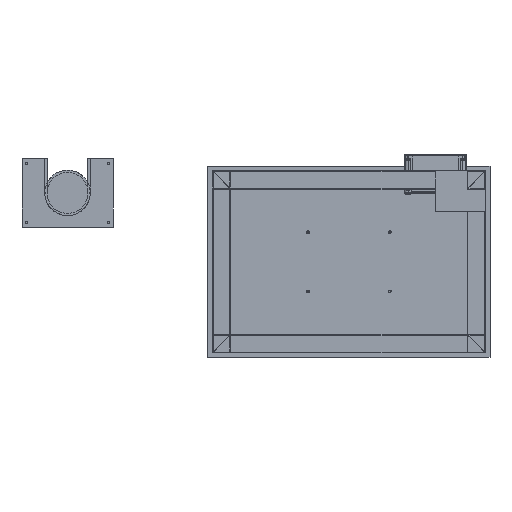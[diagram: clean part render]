
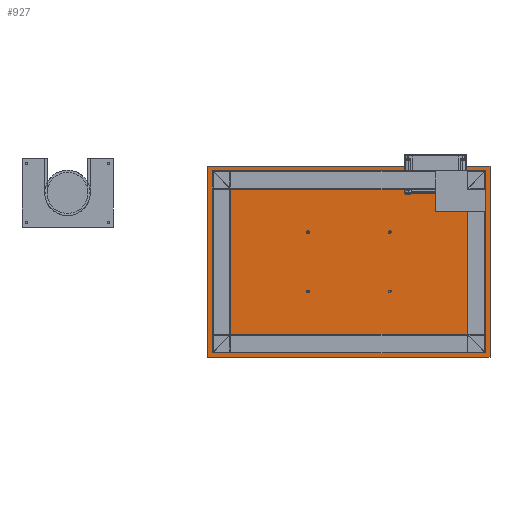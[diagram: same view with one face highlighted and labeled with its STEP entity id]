
A CAD part, front view. The second image highlights one B-rep face of the part: STEP entity #927.
In plain terms, the highlighted free-form (B-spline) face has degree [1, 1] with [2, 2] control points.
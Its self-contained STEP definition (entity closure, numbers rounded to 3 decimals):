
#807 = EDGE_CURVE('',#808,#810,#812,.T.);
#808 = VERTEX_POINT('',#809);
#809 = CARTESIAN_POINT('',(405.791,1361.363,
    -274.891));
#810 = VERTEX_POINT('',#811);
#811 = CARTESIAN_POINT('',(405.791,1361.363,
    274.891));
#812 = B_SPLINE_CURVE_WITH_KNOTS('',1,(#813,#814),.UNSPECIFIED.,.F.,.F.,
  (2,2),(0.,420.),.PIECEWISE_BEZIER_KNOTS.);
#813 = CARTESIAN_POINT('',(405.791,1361.363,
    -274.891));
#814 = CARTESIAN_POINT('',(405.791,1361.363,
    274.891));
#843 = EDGE_CURVE('',#810,#844,#846,.T.);
#844 = VERTEX_POINT('',#845);
#845 = CARTESIAN_POINT('',(-405.791,1361.363,
    274.891));
#846 = B_SPLINE_CURVE_WITH_KNOTS('',1,(#847,#848),.UNSPECIFIED.,.F.,.F.,
  (2,2),(0.,620.),.PIECEWISE_BEZIER_KNOTS.);
#847 = CARTESIAN_POINT('',(405.791,1361.363,
    274.891));
#848 = CARTESIAN_POINT('',(-405.791,1361.363,
    274.891));
#871 = EDGE_CURVE('',#844,#872,#874,.T.);
#872 = VERTEX_POINT('',#873);
#873 = CARTESIAN_POINT('',(-405.791,1361.363,
    -274.891));
#874 = B_SPLINE_CURVE_WITH_KNOTS('',1,(#875,#876),.UNSPECIFIED.,.F.,.F.,
  (2,2),(0.,420.),.PIECEWISE_BEZIER_KNOTS.);
#875 = CARTESIAN_POINT('',(-405.791,1361.363,
    274.891));
#876 = CARTESIAN_POINT('',(-405.791,1361.363,
    -274.891));
#899 = EDGE_CURVE('',#872,#808,#900,.T.);
#900 = B_SPLINE_CURVE_WITH_KNOTS('',1,(#901,#902),.UNSPECIFIED.,.F.,.F.,
  (2,2),(0.,620.),.PIECEWISE_BEZIER_KNOTS.);
#901 = CARTESIAN_POINT('',(-405.791,1361.363,
    -274.891));
#902 = CARTESIAN_POINT('',(405.791,1361.363,
    -274.891));
#927 = ADVANCED_FACE('',(#928),#934,.F.);
#928 = FACE_BOUND('',#929,.T.);
#929 = EDGE_LOOP('',(#930,#931,#932,#933));
#930 = ORIENTED_EDGE('',*,*,#899,.T.);
#931 = ORIENTED_EDGE('',*,*,#807,.T.);
#932 = ORIENTED_EDGE('',*,*,#843,.T.);
#933 = ORIENTED_EDGE('',*,*,#871,.T.);
#934 = B_SPLINE_SURFACE_WITH_KNOTS('',1,1,(
    (#935,#936)
    ,(#937,#938
    )),.UNSPECIFIED.,.F.,.F.,.F.,(2,2),(2,2),(-310.,310.),(-210.,210.),
  .PIECEWISE_BEZIER_KNOTS.);
#935 = CARTESIAN_POINT('',(405.791,1361.363,
    -274.891));
#936 = CARTESIAN_POINT('',(405.791,1361.363,
    274.891));
#937 = CARTESIAN_POINT('',(-405.791,1361.363,
    -274.891));
#938 = CARTESIAN_POINT('',(-405.791,1361.363,
    274.891));
